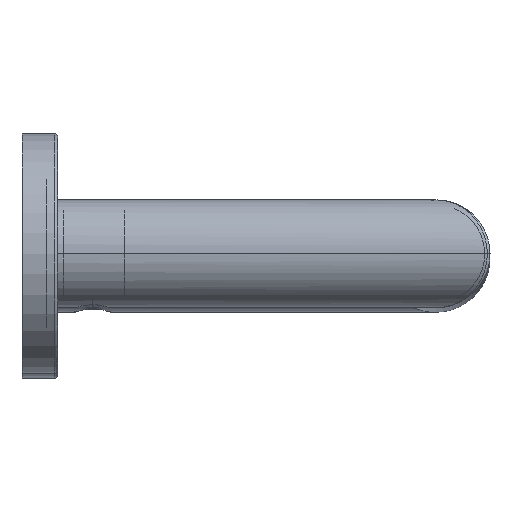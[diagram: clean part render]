
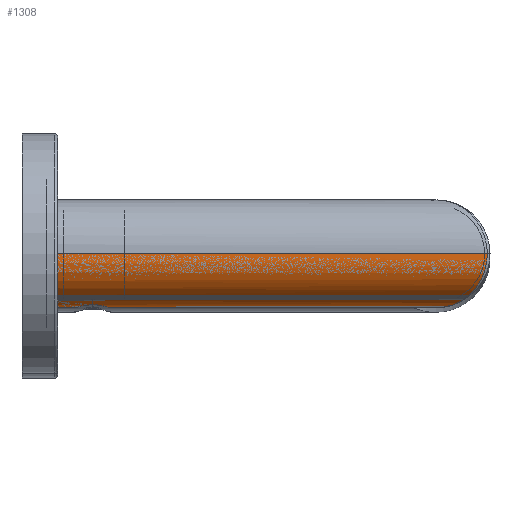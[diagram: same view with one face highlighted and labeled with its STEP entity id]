
A CAD part, top view. The second image highlights one B-rep face of the part: STEP entity #1308.
In plain terms, the highlighted cylindrical face has radius 9.995 mm (diameter 19.99 mm), a partial arc.
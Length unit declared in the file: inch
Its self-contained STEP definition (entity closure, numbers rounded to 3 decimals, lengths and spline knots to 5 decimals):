
#7=CARTESIAN_POINT('',(-9.,0.,0.));
#8=DIRECTION('',(0.,0.,1.));
#9=DIRECTION('',(-1.,0.,0.));
#10=AXIS2_PLACEMENT_3D('',#7,#8,#9);
#42=DIRECTION('',(0.,0.,1.));
#43=VECTOR('',#42,2.3425);
#44=CARTESIAN_POINT('',(-8.6065,0.,0.));
#45=LINE('',#44,#43);
#229=CARTESIAN_POINT('',(-9.3935,0.,
3.1295));
#230=CARTESIAN_POINT('',(-9.3935,-0.0125,
3.1295));
#231=CARTESIAN_POINT('',(-9.39231,-0.03877,
3.12837));
#232=CARTESIAN_POINT('',(-9.38583,-0.08159,
3.12222));
#233=CARTESIAN_POINT('',(-9.37351,-0.12698,
3.11052));
#234=CARTESIAN_POINT('',(-9.35433,-0.17384,
3.09232));
#235=CARTESIAN_POINT('',(-9.32711,-0.22106,
3.06648));
#236=CARTESIAN_POINT('',(-9.29313,-0.26434,
3.03423));
#237=CARTESIAN_POINT('',(-9.25621,-0.29997,
2.99919));
#238=CARTESIAN_POINT('',(-9.21988,-0.32724,
2.9647));
#239=CARTESIAN_POINT('',(-9.18621,-0.34728,
2.93275));
#240=CARTESIAN_POINT('',(-9.15549,-0.36195,
2.90358));
#241=CARTESIAN_POINT('',(-9.12721,-0.37273,
2.87674));
#242=CARTESIAN_POINT('',(-9.10146,-0.38048,
2.8523));
#243=CARTESIAN_POINT('',(-9.07794,-0.38593,
2.82998));
#244=CARTESIAN_POINT('',(-9.05639,-0.38962,
2.80953));
#245=CARTESIAN_POINT('',(-9.03645,-0.39197,
2.79059));
#246=CARTESIAN_POINT('',(-9.01778,-0.39324,
2.77287));
#247=CARTESIAN_POINT('',(-9.00582,-0.3935,
2.76152));
#248=CARTESIAN_POINT('',(-9.,-0.3935,
2.756));
#250=CARTESIAN_POINT('',(-8.6065,0.,2.3425));
#251=CARTESIAN_POINT('',(-8.6065,-0.01094,
2.3425));
#252=CARTESIAN_POINT('',(-8.60741,-0.03388,
2.34346));
#253=CARTESIAN_POINT('',(-8.61233,-0.07119,
2.34863));
#254=CARTESIAN_POINT('',(-8.62169,-0.111,
2.35846));
#255=CARTESIAN_POINT('',(-8.63631,-0.15251,
2.37382));
#256=CARTESIAN_POINT('',(-8.65688,-0.19465,
2.39544));
#257=CARTESIAN_POINT('',(-8.68386,-0.23612,
2.42379));
#258=CARTESIAN_POINT('',(-8.71753,-0.27567,
2.45917));
#259=CARTESIAN_POINT('',(-8.75828,-0.3122,
2.50199));
#260=CARTESIAN_POINT('',(-8.80658,-0.34441,
2.55275));
#261=CARTESIAN_POINT('',(-8.8624,-0.37048,
2.6114));
#262=CARTESIAN_POINT('',(-8.92621,-0.38859,
2.67846));
#263=CARTESIAN_POINT('',(-8.97459,-0.39349,
2.72929));
#264=CARTESIAN_POINT('',(-9.,-0.3935,
2.756));
#266=DIRECTION('',(0.,0.,1.));
#267=VECTOR('',#266,3.1295);
#268=CARTESIAN_POINT('',(-9.3935,0.,0.));
#269=LINE('',#268,#267);
#270=CARTESIAN_POINT('',(-9.13,-0.37141,0.256));
#271=CARTESIAN_POINT('',(-9.13,-0.37141,0.27144));
#272=CARTESIAN_POINT('',(-9.12488,-0.37326,
0.30046));
#273=CARTESIAN_POINT('',(-9.10193,-0.38048,
0.34108));
#274=CARTESIAN_POINT('',(-9.06645,-0.38855,
0.37078));
#275=CARTESIAN_POINT('',(-9.02354,-0.39367,
0.38655));
#276=CARTESIAN_POINT('',(-8.97726,-0.39374,
0.38674));
#277=CARTESIAN_POINT('',(-8.9339,-0.38861,
0.37096));
#278=CARTESIAN_POINT('',(-8.89872,-0.38065,
0.3418));
#279=CARTESIAN_POINT('',(-8.87525,-0.37331,
0.30102));
#280=CARTESIAN_POINT('',(-8.87,-0.37141,0.27168));
#281=CARTESIAN_POINT('',(-8.87,-0.37141,0.256));
#283=CARTESIAN_POINT('',(-8.87,-0.37141,0.256));
#284=CARTESIAN_POINT('',(-8.87,-0.37141,0.24056));
#285=CARTESIAN_POINT('',(-8.87512,-0.37326,
0.21154));
#286=CARTESIAN_POINT('',(-8.89807,-0.38048,
0.17092));
#287=CARTESIAN_POINT('',(-8.93355,-0.38855,
0.14122));
#288=CARTESIAN_POINT('',(-8.97646,-0.39367,
0.12545));
#289=CARTESIAN_POINT('',(-9.02274,-0.39374,
0.12526));
#290=CARTESIAN_POINT('',(-9.0661,-0.38861,
0.14104));
#291=CARTESIAN_POINT('',(-9.10128,-0.38065,
0.1702));
#292=CARTESIAN_POINT('',(-9.12475,-0.37331,
0.21098));
#293=CARTESIAN_POINT('',(-9.13,-0.37141,0.24032));
#294=CARTESIAN_POINT('',(-9.13,-0.37141,0.256));
#607=CARTESIAN_POINT('',(-8.6065,0.,0.));
#608=CARTESIAN_POINT('',(-9.3935,0.,0.));
#609=VERTEX_POINT('',#607);
#610=VERTEX_POINT('',#608);
#615=CARTESIAN_POINT('',(-8.6065,0.,2.3425));
#616=VERTEX_POINT('',#615);
#623=VERTEX_POINT('',#229);
#624=VERTEX_POINT('',#248);
#651=CARTESIAN_POINT('',(-9.13,-0.37141,0.256));
#653=VERTEX_POINT('',#651);
#655=CARTESIAN_POINT('',(-8.87,-0.37141,0.256));
#657=VERTEX_POINT('',#655);
#1290=CARTESIAN_POINT('',(-9.,0.,0.));
#1291=DIRECTION('',(0.,0.,1.));
#1292=DIRECTION('',(1.,0.,0.));
#1293=AXIS2_PLACEMENT_3D('',#1290,#1291,#1292);
#1294=CYLINDRICAL_SURFACE('',#1293,0.3935);
#1295=ORIENTED_EDGE('',*,*,#1283,.T.);
#1296=ORIENTED_EDGE('',*,*,#1113,.F.);
#1297=ORIENTED_EDGE('',*,*,#695,.F.);
#1298=ORIENTED_EDGE('',*,*,#674,.F.);
#1299=ORIENTED_EDGE('',*,*,#692,.T.);
#1300=EDGE_LOOP('',(#1295,#1296,#1297,#1298,#1299));
#1301=FACE_OUTER_BOUND('',#1300,.F.);
#1303=ORIENTED_EDGE('',*,*,#1302,.F.);
#1305=ORIENTED_EDGE('',*,*,#1304,.F.);
#1306=EDGE_LOOP('',(#1303,#1305));
#1307=FACE_BOUND('',#1306,.F.);
#1308=ADVANCED_FACE('',(#1301,#1307),#1294,.T.);
#11=CIRCLE('',#10,0.3935);
#249=B_SPLINE_CURVE_WITH_KNOTS('',3,(#229,#230,#231,#232,#233,#234,#235,#236,
#237,#238,#239,#240,#241,#242,#243,#244,#245,#246,#247,#248),.UNSPECIFIED.,.F.,
.F.,(4,1,1,1,1,1,1,1,1,1,1,1,1,1,1,1,1,4),(0.,0.05882,
0.11765,0.17647,0.23529,0.29412,
0.35294,0.41176,0.47059,0.52941,
0.58824,0.64706,0.70588,0.76471,
0.82353,0.88235,0.94118,1.),.UNSPECIFIED.);
#265=B_SPLINE_CURVE_WITH_KNOTS('',3,(#250,#251,#252,#253,#254,#255,#256,#257,
#258,#259,#260,#261,#262,#263,#264),.UNSPECIFIED.,.F.,.F.,(4,1,1,1,1,1,1,1,1,1,
1,1,4),(0.,0.08333,0.16667,0.25,0.33333,
0.41667,0.5,0.58333,0.66667,0.75,
0.83333,0.91667,1.),.UNSPECIFIED.);
#282=B_SPLINE_CURVE_WITH_KNOTS('',3,(#270,#271,#272,#273,#274,#275,#276,#277,
#278,#279,#280,#281),.UNSPECIFIED.,.F.,.F.,(4,1,1,1,1,1,1,1,1,4),(0.,
0.11111,0.22222,0.33333,0.44444,
0.55556,0.66667,0.77778,0.88889,1.),
.UNSPECIFIED.);
#295=B_SPLINE_CURVE_WITH_KNOTS('',3,(#283,#284,#285,#286,#287,#288,#289,#290,
#291,#292,#293,#294),.UNSPECIFIED.,.F.,.F.,(4,1,1,1,1,1,1,1,1,4),(0.,
0.11111,0.22222,0.33333,0.44444,
0.55556,0.66667,0.77778,0.88889,1.),
.UNSPECIFIED.);
#674=EDGE_CURVE('',#610,#609,#11,.T.);
#692=EDGE_CURVE('',#610,#623,#269,.T.);
#695=EDGE_CURVE('',#609,#616,#45,.T.);
#1113=EDGE_CURVE('',#616,#624,#265,.T.);
#1283=EDGE_CURVE('',#623,#624,#249,.T.);
#1302=EDGE_CURVE('',#653,#657,#282,.T.);
#1304=EDGE_CURVE('',#657,#653,#295,.T.);
